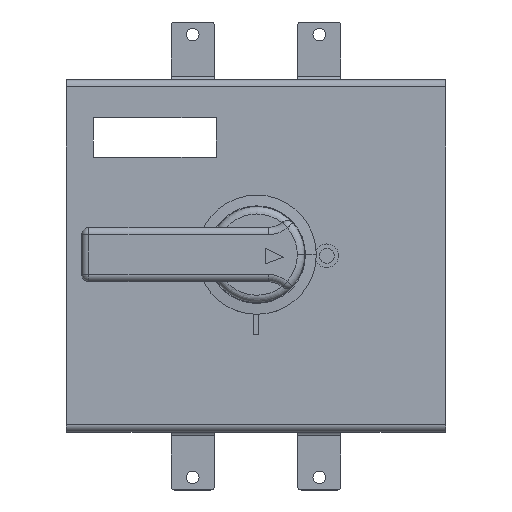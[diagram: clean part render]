
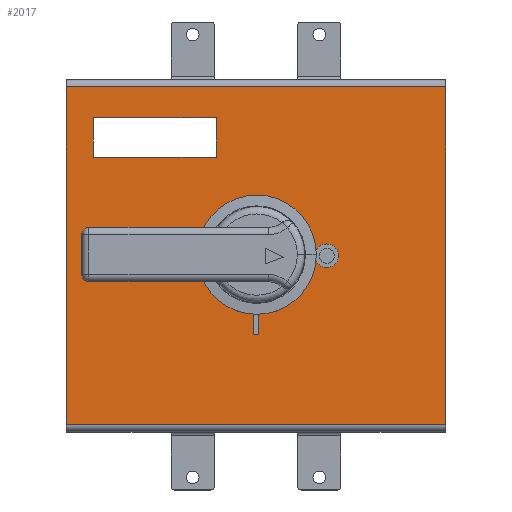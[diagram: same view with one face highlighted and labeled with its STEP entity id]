
A CAD part, top view. The second image highlights one B-rep face of the part: STEP entity #2017.
In plain terms, the highlighted planar face has unit normal (0, 0, 1).
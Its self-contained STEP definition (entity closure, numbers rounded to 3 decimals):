
#24 = FACE_BOUND ( 'NONE', #162, .T. ) ;
#101 = VERTEX_POINT ( 'NONE', #279 ) ;
#162 = EDGE_LOOP ( 'NONE', ( #241, #3448 ) ) ;
#168 = CARTESIAN_POINT ( 'NONE',  ( 0., 0., 68. ) ) ;
#199 = CARTESIAN_POINT ( 'NONE',  ( 32.616, 0., 68. ) ) ;
#200 = CARTESIAN_POINT ( 'NONE',  ( -105., -93.5, 68. ) ) ;
#201 = LINE ( 'NONE', #3680, #1193 ) ;
#240 = VECTOR ( 'NONE', #350, 1000. ) ;
#241 = ORIENTED_EDGE ( 'NONE', *, *, #440, .F. ) ;
#243 = CARTESIAN_POINT ( 'NONE',  ( 0., -93.5, 68. ) ) ;
#279 = CARTESIAN_POINT ( 'NONE',  ( 105., 93.5, 68. ) ) ;
#282 = VECTOR ( 'NONE', #398, 1000. ) ;
#285 = DIRECTION ( 'NONE',  ( -1., 0., 0. ) ) ;
#298 = CARTESIAN_POINT ( 'NONE',  ( 1.563, -30.145, 68. ) ) ;
#315 = LINE ( 'NONE', #3335, #1182 ) ;
#344 = VECTOR ( 'NONE', #1487, 1000. ) ;
#348 = CARTESIAN_POINT ( 'NONE',  ( 39.188, 0., 68. ) ) ;
#350 = DIRECTION ( 'NONE',  ( 1., 0., 0. ) ) ;
#372 = CARTESIAN_POINT ( 'NONE',  ( -90., 76.5, 68. ) ) ;
#379 = FACE_BOUND ( 'NONE', #3641, .T. ) ;
#398 = DIRECTION ( 'NONE',  ( -1., 0., 0. ) ) ;
#422 = DIRECTION ( 'NONE',  ( 0., 1., 0. ) ) ;
#425 = EDGE_LOOP ( 'NONE', ( #1450, #626, #1553, #918 ) ) ;
#440 = EDGE_CURVE ( 'NONE', #4132, #3005, #3990, .T. ) ;
#476 = LINE ( 'NONE', #2990, #2988 ) ;
#488 = DIRECTION ( 'NONE',  ( 0., 1., 0. ) ) ;
#502 = VECTOR ( 'NONE', #488, 1000. ) ;
#511 = LINE ( 'NONE', #243, #2674 ) ;
#573 = CARTESIAN_POINT ( 'NONE',  ( -105., 93.5, 68. ) ) ;
#582 = LINE ( 'NONE', #4004, #502 ) ;
#617 = ORIENTED_EDGE ( 'NONE', *, *, #1112, .T. ) ;
#626 = ORIENTED_EDGE ( 'NONE', *, *, #3360, .F. ) ;
#627 = EDGE_CURVE ( 'NONE', #3005, #4132, #2086, .T. ) ;
#632 = CARTESIAN_POINT ( 'NONE',  ( 1.563, -30.145, 68. ) ) ;
#646 = DIRECTION ( 'NONE',  ( 1., 0., 0. ) ) ;
#667 = VECTOR ( 'NONE', #2889, 1000. ) ;
#701 = EDGE_CURVE ( 'NONE', #2018, #889, #2177, .T. ) ;
#752 = LINE ( 'NONE', #2414, #1609 ) ;
#773 = ORIENTED_EDGE ( 'NONE', *, *, #1750, .T. ) ;
#791 = CARTESIAN_POINT ( 'NONE',  ( 18., 0., 68. ) ) ;
#822 = CARTESIAN_POINT ( 'NONE',  ( -90., 76.5, 68. ) ) ;
#859 = LINE ( 'NONE', #4137, #1983 ) ;
#889 = VERTEX_POINT ( 'NONE', #2402 ) ;
#892 = CARTESIAN_POINT ( 'NONE',  ( 0., 0., 68. ) ) ;
#896 = CIRCLE ( 'NONE', #1135, 18. ) ;
#918 = ORIENTED_EDGE ( 'NONE', *, *, #3717, .F. ) ;
#1078 = ORIENTED_EDGE ( 'NONE', *, *, #3774, .F. ) ;
#1101 = CARTESIAN_POINT ( 'NONE',  ( -22., 76.5, 68. ) ) ;
#1109 = ORIENTED_EDGE ( 'NONE', *, *, #2424, .F. ) ;
#1112 = EDGE_CURVE ( 'NONE', #3392, #101, #859, .T. ) ;
#1113 = DIRECTION ( 'NONE',  ( -1., 0., 0. ) ) ;
#1127 = DIRECTION ( 'NONE',  ( 1., 0., 0. ) ) ;
#1135 = AXIS2_PLACEMENT_3D ( 'NONE', #168, #3066, #1414 ) ;
#1176 = LINE ( 'NONE', #822, #344 ) ;
#1182 = VECTOR ( 'NONE', #422, 1000. ) ;
#1193 = VECTOR ( 'NONE', #2390, 1000. ) ;
#1199 = CARTESIAN_POINT ( 'NONE',  ( -1.557, -43.602, 68. ) ) ;
#1211 = EDGE_CURVE ( 'NONE', #2845, #2249, #3785, .T. ) ;
#1245 = DIRECTION ( 'NONE',  ( 0., 0., 1. ) ) ;
#1261 = VERTEX_POINT ( 'NONE', #1660 ) ;
#1271 = DIRECTION ( 'NONE',  ( 0., 0., 1. ) ) ;
#1293 = DIRECTION ( 'NONE',  ( -1., 0., 0. ) ) ;
#1308 = DIRECTION ( 'NONE',  ( 0., 1., 0. ) ) ;
#1360 = VERTEX_POINT ( 'NONE', #4038 ) ;
#1371 = VECTOR ( 'NONE', #1113, 1000. ) ;
#1383 = DIRECTION ( 'NONE',  ( 0., -1., 0. ) ) ;
#1400 = AXIS2_PLACEMENT_3D ( 'NONE', #348, #1271, #646 ) ;
#1414 = DIRECTION ( 'NONE',  ( -1., 0., 0. ) ) ;
#1450 = ORIENTED_EDGE ( 'NONE', *, *, #2971, .F. ) ;
#1487 = DIRECTION ( 'NONE',  ( 0., -1., 0. ) ) ;
#1553 = ORIENTED_EDGE ( 'NONE', *, *, #1211, .F. ) ;
#1555 = CARTESIAN_POINT ( 'NONE',  ( 0., 0., 68. ) ) ;
#1591 = CARTESIAN_POINT ( 'NONE',  ( -90., 54.5, 68. ) ) ;
#1609 = VECTOR ( 'NONE', #2474, 1000. ) ;
#1637 = ORIENTED_EDGE ( 'NONE', *, *, #701, .F. ) ;
#1660 = CARTESIAN_POINT ( 'NONE',  ( -22., 54.5, 68. ) ) ;
#1750 = EDGE_CURVE ( 'NONE', #2942, #2378, #476, .T. ) ;
#1773 = AXIS2_PLACEMENT_3D ( 'NONE', #1555, #1245, #1293 ) ;
#1790 = VERTEX_POINT ( 'NONE', #4021 ) ;
#1834 = EDGE_CURVE ( 'NONE', #101, #2942, #3242, .T. ) ;
#1882 = DIRECTION ( 'NONE',  ( 0., 0., -1. ) ) ;
#1889 = CARTESIAN_POINT ( 'NONE',  ( 105., -93.5, 68. ) ) ;
#1893 = ORIENTED_EDGE ( 'NONE', *, *, #1834, .T. ) ;
#1983 = VECTOR ( 'NONE', #1308, 1000. ) ;
#2017 = ADVANCED_FACE ( 'NONE', ( #24, #3729, #379, #3340, #2877 ), #3796, .F. ) ;
#2018 = VERTEX_POINT ( 'NONE', #298 ) ;
#2035 = LINE ( 'NONE', #3598, #240 ) ;
#2038 = CARTESIAN_POINT ( 'NONE',  ( 0., 93.5, 68. ) ) ;
#2066 = DIRECTION ( 'NONE',  ( 0., 0., 1. ) ) ;
#2086 = CIRCLE ( 'NONE', #1400, 6.572 ) ;
#2177 = LINE ( 'NONE', #632, #667 ) ;
#2249 = VERTEX_POINT ( 'NONE', #372 ) ;
#2351 = VERTEX_POINT ( 'NONE', #791 ) ;
#2362 = ORIENTED_EDGE ( 'NONE', *, *, #2376, .T. ) ;
#2376 = EDGE_CURVE ( 'NONE', #2378, #3392, #511, .T. ) ;
#2378 = VERTEX_POINT ( 'NONE', #200 ) ;
#2390 = DIRECTION ( 'NONE',  ( 1., 0., 0. ) ) ;
#2402 = CARTESIAN_POINT ( 'NONE',  ( -1.557, -30.145, 68. ) ) ;
#2414 = CARTESIAN_POINT ( 'NONE',  ( -1.557, -43.602, 68. ) ) ;
#2424 = EDGE_CURVE ( 'NONE', #889, #3883, #752, .T. ) ;
#2474 = DIRECTION ( 'NONE',  ( 0., -1., 0. ) ) ;
#2607 = EDGE_LOOP ( 'NONE', ( #773, #2362, #617, #1893 ) ) ;
#2609 = VERTEX_POINT ( 'NONE', #1591 ) ;
#2674 = VECTOR ( 'NONE', #1127, 1000. ) ;
#2695 = EDGE_LOOP ( 'NONE', ( #2856, #1109, #1637, #4157 ) ) ;
#2844 = EDGE_CURVE ( 'NONE', #1360, #2018, #582, .T. ) ;
#2845 = VERTEX_POINT ( 'NONE', #1101 ) ;
#2856 = ORIENTED_EDGE ( 'NONE', *, *, #3589, .F. ) ;
#2877 = FACE_OUTER_BOUND ( 'NONE', #2607, .T. ) ;
#2889 = DIRECTION ( 'NONE',  ( -1., 0., 0. ) ) ;
#2942 = VERTEX_POINT ( 'NONE', #573 ) ;
#2945 = CARTESIAN_POINT ( 'NONE',  ( 45.759, 0., 68. ) ) ;
#2971 = EDGE_CURVE ( 'NONE', #2609, #1261, #201, .T. ) ;
#2975 = AXIS2_PLACEMENT_3D ( 'NONE', #4000, #2066, #4053 ) ;
#2988 = VECTOR ( 'NONE', #1383, 1000. ) ;
#2990 = CARTESIAN_POINT ( 'NONE',  ( -105., -97.5, 68. ) ) ;
#3005 = VERTEX_POINT ( 'NONE', #199 ) ;
#3066 = DIRECTION ( 'NONE',  ( 0., 0., 1. ) ) ;
#3242 = LINE ( 'NONE', #2038, #1371 ) ;
#3335 = CARTESIAN_POINT ( 'NONE',  ( -22., 76.5, 68. ) ) ;
#3340 = FACE_BOUND ( 'NONE', #425, .T. ) ;
#3360 = EDGE_CURVE ( 'NONE', #2249, #2609, #1176, .T. ) ;
#3392 = VERTEX_POINT ( 'NONE', #1889 ) ;
#3396 = EDGE_CURVE ( 'NONE', #2351, #1790, #3650, .T. ) ;
#3448 = ORIENTED_EDGE ( 'NONE', *, *, #627, .F. ) ;
#3589 = EDGE_CURVE ( 'NONE', #3883, #1360, #2035, .T. ) ;
#3598 = CARTESIAN_POINT ( 'NONE',  ( 1.563, -43.602, 68. ) ) ;
#3630 = CARTESIAN_POINT ( 'NONE',  ( -22., 76.5, 68. ) ) ;
#3641 = EDGE_LOOP ( 'NONE', ( #1078, #3751 ) ) ;
#3650 = CIRCLE ( 'NONE', #1773, 18. ) ;
#3680 = CARTESIAN_POINT ( 'NONE',  ( -22., 54.5, 68. ) ) ;
#3717 = EDGE_CURVE ( 'NONE', #1261, #2845, #315, .T. ) ;
#3729 = FACE_BOUND ( 'NONE', #2695, .T. ) ;
#3751 = ORIENTED_EDGE ( 'NONE', *, *, #3396, .F. ) ;
#3774 = EDGE_CURVE ( 'NONE', #1790, #2351, #896, .T. ) ;
#3785 = LINE ( 'NONE', #3630, #282 ) ;
#3796 = PLANE ( 'NONE',  #3913 ) ;
#3883 = VERTEX_POINT ( 'NONE', #1199 ) ;
#3913 = AXIS2_PLACEMENT_3D ( 'NONE', #892, #1882, #285 ) ;
#3990 = CIRCLE ( 'NONE', #2975, 6.572 ) ;
#4000 = CARTESIAN_POINT ( 'NONE',  ( 39.188, 0., 68. ) ) ;
#4004 = CARTESIAN_POINT ( 'NONE',  ( 1.563, -43.602, 68. ) ) ;
#4021 = CARTESIAN_POINT ( 'NONE',  ( -18., 0., 68. ) ) ;
#4038 = CARTESIAN_POINT ( 'NONE',  ( 1.563, -43.602, 68. ) ) ;
#4053 = DIRECTION ( 'NONE',  ( 1., 0., 0. ) ) ;
#4132 = VERTEX_POINT ( 'NONE', #2945 ) ;
#4137 = CARTESIAN_POINT ( 'NONE',  ( 105., -97.5, 68. ) ) ;
#4157 = ORIENTED_EDGE ( 'NONE', *, *, #2844, .F. ) ;
